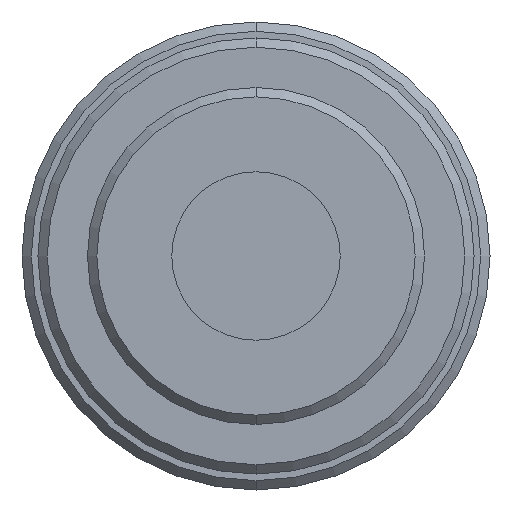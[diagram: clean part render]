
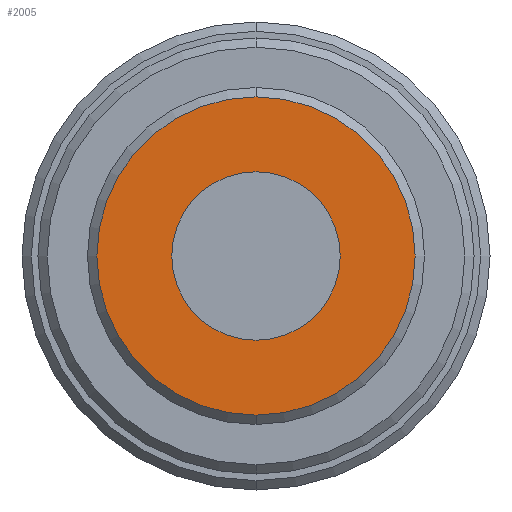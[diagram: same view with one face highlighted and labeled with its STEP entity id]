
A CAD part, front view. The second image highlights one B-rep face of the part: STEP entity #2005.
In plain terms, the highlighted planar face has unit normal (0, -1, 0).
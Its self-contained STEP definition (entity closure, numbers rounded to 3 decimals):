
#55 = AXIS2_PLACEMENT_3D ( 'NONE', #1712, #1711, #1710 ) ;
#131 = AXIS2_PLACEMENT_3D ( 'NONE', #1715, #1714, #1713 ) ;
#239 = CARTESIAN_POINT ( 'NONE',  ( 0., 0., 4.5 ) ) ;
#241 = CARTESIAN_POINT ( 'NONE',  ( 0., 0., 8.5 ) ) ;
#265 = CARTESIAN_POINT ( 'NONE',  ( 0., 0., -8.5 ) ) ;
#275 = CARTESIAN_POINT ( 'NONE',  ( 0., 0., -4.5 ) ) ;
#290 = VERTEX_POINT ( 'NONE', #275 ) ;
#300 = VERTEX_POINT ( 'NONE', #265 ) ;
#324 = VERTEX_POINT ( 'NONE', #241 ) ;
#326 = VERTEX_POINT ( 'NONE', #239 ) ;
#427 = ORIENTED_EDGE ( 'NONE', *, *, #1903, .T. ) ;
#428 = ORIENTED_EDGE ( 'NONE', *, *, #1902, .F. ) ;
#430 = ORIENTED_EDGE ( 'NONE', *, *, #2034, .F. ) ;
#432 = ORIENTED_EDGE ( 'NONE', *, *, #2038, .T. ) ;
#599 = EDGE_LOOP ( 'NONE', ( #428, #430 ) ) ;
#647 = EDGE_LOOP ( 'NONE', ( #427, #432 ) ) ;
#707 = AXIS2_PLACEMENT_3D ( 'NONE', #1236, #1226, #1225 ) ;
#729 = AXIS2_PLACEMENT_3D ( 'NONE', #1333, #1332, #1331 ) ;
#741 = FACE_BOUND ( 'NONE', #599, .T. ) ;
#744 = AXIS2_PLACEMENT_3D ( 'NONE', #1242, #1238, #1237 ) ;
#781 = FACE_OUTER_BOUND ( 'NONE', #647, .T. ) ;
#1225 = DIRECTION ( 'NONE',  ( 0., 0., 1. ) ) ;
#1226 = DIRECTION ( 'NONE',  ( 0., -1., 0. ) ) ;
#1236 = CARTESIAN_POINT ( 'NONE',  ( 0., 0., 0. ) ) ;
#1237 = DIRECTION ( 'NONE',  ( 0., 0., -1. ) ) ;
#1238 = DIRECTION ( 'NONE',  ( 0., -1., 0. ) ) ;
#1242 = CARTESIAN_POINT ( 'NONE',  ( 0., 0., 0. ) ) ;
#1331 = DIRECTION ( 'NONE',  ( 0., 0., 1. ) ) ;
#1332 = DIRECTION ( 'NONE',  ( 0., 1., 0. ) ) ;
#1333 = CARTESIAN_POINT ( 'NONE',  ( 0., 0., 0. ) ) ;
#1334 = PLANE ( 'NONE',  #729 ) ;
#1710 = DIRECTION ( 'NONE',  ( 0., 0., 1. ) ) ;
#1711 = DIRECTION ( 'NONE',  ( 0., -1., 0. ) ) ;
#1712 = CARTESIAN_POINT ( 'NONE',  ( 0., 0., 0. ) ) ;
#1713 = DIRECTION ( 'NONE',  ( 0., 0., -1. ) ) ;
#1714 = DIRECTION ( 'NONE',  ( 0., -1., 0. ) ) ;
#1715 = CARTESIAN_POINT ( 'NONE',  ( 0., 0., 0. ) ) ;
#1814 = CIRCLE ( 'NONE', #707, 8.5 ) ;
#1817 = CIRCLE ( 'NONE', #744, 4.5 ) ;
#1864 = CIRCLE ( 'NONE', #55, 8.5 ) ;
#1865 = CIRCLE ( 'NONE', #131, 4.5 ) ;
#1902 = EDGE_CURVE ( 'NONE', #290, #326, #1865, .T. ) ;
#1903 = EDGE_CURVE ( 'NONE', #324, #300, #1864, .T. ) ;
#2005 = ADVANCED_FACE ( 'NONE', ( #741, #781 ), #1334, .F. ) ;
#2034 = EDGE_CURVE ( 'NONE', #326, #290, #1817, .T. ) ;
#2038 = EDGE_CURVE ( 'NONE', #300, #324, #1814, .T. ) ;
